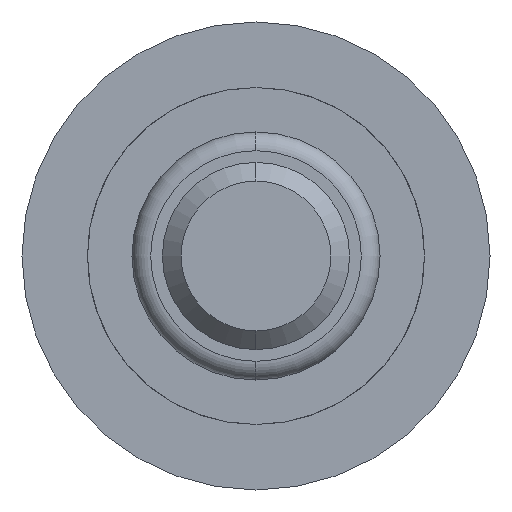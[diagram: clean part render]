
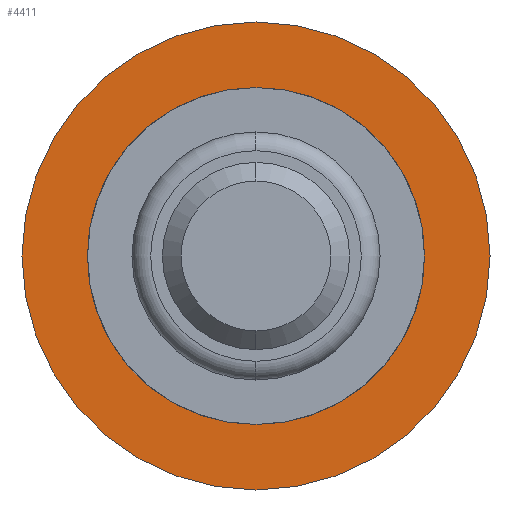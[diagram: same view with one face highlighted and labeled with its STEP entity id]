
A CAD part, front view. The second image highlights one B-rep face of the part: STEP entity #4411.
In plain terms, the highlighted planar face has unit normal (0, -1, 0).
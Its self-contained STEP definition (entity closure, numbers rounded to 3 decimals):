
#73 = DIRECTION ( 'NONE',  ( 0., 1., 0. ) ) ;
#284 = LINE ( 'NONE', #4141, #4181 ) ;
#389 = DIRECTION ( 'NONE',  ( 0.839, 0., 0.545 ) ) ;
#394 = CARTESIAN_POINT ( 'NONE',  ( -1.655, 5.5, 0. ) ) ;
#426 = ORIENTED_EDGE ( 'NONE', *, *, #1066, .F. ) ;
#473 = DIRECTION ( 'NONE',  ( -0.839, 0., 0.545 ) ) ;
#491 = LINE ( 'NONE', #1805, #1883 ) ;
#574 = VERTEX_POINT ( 'NONE', #763 ) ;
#763 = CARTESIAN_POINT ( 'NONE',  ( 1.655, 5.5, 0. ) ) ;
#779 = DIRECTION ( 'NONE',  ( 0., 0., -1. ) ) ;
#983 = CARTESIAN_POINT ( 'NONE',  ( 0., 5.5, 1.075 ) ) ;
#1066 = EDGE_CURVE ( 'Defeature ausgef�hrt4_28+Defeature ausgef�hrt4_24+Defeature ausgef�hrt4_25+Defeature ausgef�hrt4_27', #2817, #3423, #491, .T. ) ;
#1097 = EDGE_CURVE ( 'Defeature ausgef�hrt4_32+Defeature ausgef�hrt4_24+Defeature ausgef�hrt4_24+Defeature ausgef�hrt4_24', #3785, #3848, #1773, .T. ) ;
#1398 = CARTESIAN_POINT ( 'NONE',  ( 0., 5.5, 0. ) ) ;
#1476 = CARTESIAN_POINT ( 'NONE',  ( -1.655, 5.5, 0. ) ) ;
#1556 = DIRECTION ( 'NONE',  ( 0., 0., -1. ) ) ;
#1763 = ORIENTED_EDGE ( 'NONE', *, *, #3720, .F. ) ;
#1773 = CIRCLE ( 'NONE', #3000, 2.5 ) ;
#1791 = DIRECTION ( 'NONE',  ( -0.839, 0., -0.545 ) ) ;
#1805 = CARTESIAN_POINT ( 'NONE',  ( 0., 5.5, -1.075 ) ) ;
#1821 = CARTESIAN_POINT ( 'NONE',  ( 0., 5.5, 0. ) ) ;
#1847 = EDGE_LOOP ( 'NONE', ( #2496, #2972, #426, #3854 ) ) ;
#1858 = VERTEX_POINT ( 'NONE', #983 ) ;
#1874 = CARTESIAN_POINT ( 'NONE',  ( 0., 5.5, 2.5 ) ) ;
#1883 = VECTOR ( 'NONE', #3841, 1000. ) ;
#2177 = AXIS2_PLACEMENT_3D ( 'NONE', #1398, #73, #2446 ) ;
#2446 = DIRECTION ( 'NONE',  ( 0., 0., -1. ) ) ;
#2496 = ORIENTED_EDGE ( 'NONE', *, *, #4318, .F. ) ;
#2512 = ORIENTED_EDGE ( 'NONE', *, *, #1097, .F. ) ;
#2521 = CARTESIAN_POINT ( 'NONE',  ( 0., 5.5, 1.075 ) ) ;
#2651 = EDGE_CURVE ( 'Defeature ausgef�hrt4_27+Defeature ausgef�hrt4_24+Defeature ausgef�hrt4_28+Defeature ausgef�hrt4_26', #3423, #574, #284, .T. ) ;
#2657 = EDGE_LOOP ( 'NONE', ( #2512, #1763 ) ) ;
#2791 = CARTESIAN_POINT ( 'NONE',  ( 0., 5.5, -2.5 ) ) ;
#2817 = VERTEX_POINT ( 'NONE', #1476 ) ;
#2840 = AXIS2_PLACEMENT_3D ( 'NONE', #3919, #3605, #1556 ) ;
#2895 = PLANE ( 'NONE',  #2840 ) ;
#2902 = VECTOR ( 'NONE', #1791, 1000. ) ;
#2949 = CIRCLE ( 'NONE', #2177, 2.5 ) ;
#2972 = ORIENTED_EDGE ( 'NONE', *, *, #2651, .F. ) ;
#3000 = AXIS2_PLACEMENT_3D ( 'NONE', #1821, #4243, #779 ) ;
#3328 = FACE_OUTER_BOUND ( 'NONE', #2657, .T. ) ;
#3423 = VERTEX_POINT ( 'NONE', #4031 ) ;
#3600 = LINE ( 'NONE', #2521, #3921 ) ;
#3605 = DIRECTION ( 'NONE',  ( 0., -1., 0. ) ) ;
#3663 = EDGE_CURVE ( 'Defeature ausgef�hrt4_25+Defeature ausgef�hrt4_24+Defeature ausgef�hrt4_26+Defeature ausgef�hrt4_28', #1858, #2817, #3814, .T. ) ;
#3720 = EDGE_CURVE ( 'Defeature ausgef�hrt4_32+Defeature ausgef�hrt4_24+Defeature ausgef�hrt4_24+Defeature ausgef�hrt4_24', #3848, #3785, #2949, .T. ) ;
#3785 = VERTEX_POINT ( 'NONE', #2791 ) ;
#3814 = LINE ( 'NONE', #394, #2902 ) ;
#3841 = DIRECTION ( 'NONE',  ( 0.839, 0., -0.545 ) ) ;
#3848 = VERTEX_POINT ( 'NONE', #1874 ) ;
#3854 = ORIENTED_EDGE ( 'NONE', *, *, #3663, .F. ) ;
#3914 = FACE_BOUND ( 'NONE', #1847, .T. ) ;
#3919 = CARTESIAN_POINT ( 'NONE',  ( 0., 5.5, 0. ) ) ;
#3921 = VECTOR ( 'NONE', #473, 1000. ) ;
#4031 = CARTESIAN_POINT ( 'NONE',  ( 0., 5.5, -1.075 ) ) ;
#4141 = CARTESIAN_POINT ( 'NONE',  ( 1.655, 5.5, 0. ) ) ;
#4181 = VECTOR ( 'NONE', #389, 1000. ) ;
#4243 = DIRECTION ( 'NONE',  ( 0., 1., 0. ) ) ;
#4318 = EDGE_CURVE ( 'Defeature ausgef�hrt4_26+Defeature ausgef�hrt4_24+Defeature ausgef�hrt4_27+Defeature ausgef�hrt4_25', #574, #1858, #3600, .T. ) ;
#4411 = ADVANCED_FACE ( 'Defeature ausgef�hrt4_24', ( #3328, #3914 ), #2895, .T. ) ;
